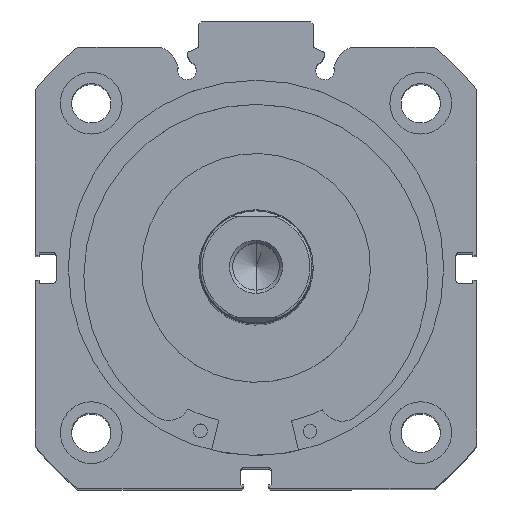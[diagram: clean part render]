
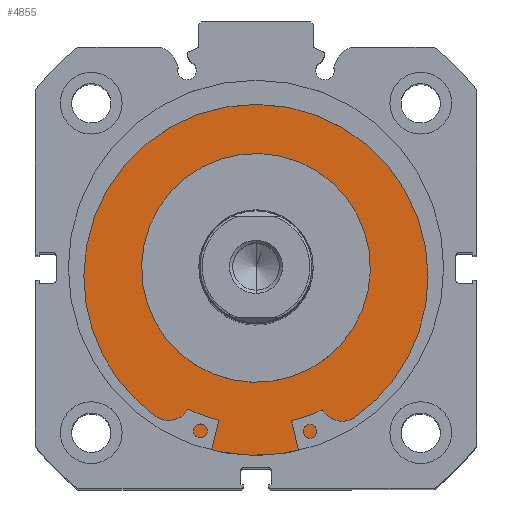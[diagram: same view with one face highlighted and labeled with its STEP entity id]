
A CAD part, top view. The second image highlights one B-rep face of the part: STEP entity #4855.
In plain terms, the highlighted face is planar.
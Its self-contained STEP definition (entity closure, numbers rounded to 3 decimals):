
#123 = EDGE_CURVE ( 'NONE', #5372, #5383, #4145, .T. ) ;
#128 = EDGE_CURVE ( 'NONE', #5380, #5390, #4153, .T. ) ;
#285 = EDGE_LOOP ( 'NONE', ( #4604, #4641 ) ) ;
#302 = EDGE_LOOP ( 'NONE', ( #4642, #4654 ) ) ;
#1044 = CARTESIAN_POINT ( 'NONE',  ( 4., 41., 0. ) ) ;
#1049 = PLANE ( 'NONE',  #2944 ) ;
#1050 = DIRECTION ( 'NONE',  ( 1., 0., 0. ) ) ;
#1051 = DIRECTION ( 'NONE',  ( 0., 0., -1. ) ) ;
#2105 = CARTESIAN_POINT ( 'NONE',  ( 4., 0., -41. ) ) ;
#2113 = CARTESIAN_POINT ( 'NONE',  ( 4., 0., -25. ) ) ;
#2116 = CARTESIAN_POINT ( 'NONE',  ( 4., 0., 41. ) ) ;
#2123 = CARTESIAN_POINT ( 'NONE',  ( 4., 0., 25. ) ) ;
#2309 = EDGE_CURVE ( 'NONE', #5383, #5372, #4261, .T. ) ;
#2431 = EDGE_CURVE ( 'NONE', #5390, #5380, #6343, .T. ) ;
#2709 = AXIS2_PLACEMENT_3D ( 'NONE', #5761, #5768, #5769 ) ;
#2710 = AXIS2_PLACEMENT_3D ( 'NONE', #5752, #5753, #5754 ) ;
#2747 = AXIS2_PLACEMENT_3D ( 'NONE', #5959, #5961, #5962 ) ;
#2799 = AXIS2_PLACEMENT_3D ( 'NONE', #6287, #6293, #6294 ) ;
#2944 = AXIS2_PLACEMENT_3D ( 'NONE', #1044, #1050, #1051 ) ;
#4145 = CIRCLE ( 'NONE', #2710, 41. ) ;
#4153 = CIRCLE ( 'NONE', #2709, 25. ) ;
#4261 = CIRCLE ( 'NONE', #2747, 41. ) ;
#4604 = ORIENTED_EDGE ( 'NONE', *, *, #2431, .F. ) ;
#4641 = ORIENTED_EDGE ( 'NONE', *, *, #128, .F. ) ;
#4642 = ORIENTED_EDGE ( 'NONE', *, *, #2309, .T. ) ;
#4654 = ORIENTED_EDGE ( 'NONE', *, *, #123, .T. ) ;
#4855 = ADVANCED_FACE ( 'NONE', ( #6765, #6763 ), #1049, .F. ) ;
#5372 = VERTEX_POINT ( 'NONE', #2105 ) ;
#5380 = VERTEX_POINT ( 'NONE', #2113 ) ;
#5383 = VERTEX_POINT ( 'NONE', #2116 ) ;
#5390 = VERTEX_POINT ( 'NONE', #2123 ) ;
#5752 = CARTESIAN_POINT ( 'NONE',  ( 4., 0., 0. ) ) ;
#5753 = DIRECTION ( 'NONE',  ( -1., 0., 0. ) ) ;
#5754 = DIRECTION ( 'NONE',  ( 0., 0., 1. ) ) ;
#5761 = CARTESIAN_POINT ( 'NONE',  ( 4., 0., 0. ) ) ;
#5768 = DIRECTION ( 'NONE',  ( -1., 0., 0. ) ) ;
#5769 = DIRECTION ( 'NONE',  ( 0., 0., 1. ) ) ;
#5959 = CARTESIAN_POINT ( 'NONE',  ( 4., 0., 0. ) ) ;
#5961 = DIRECTION ( 'NONE',  ( -1., 0., 0. ) ) ;
#5962 = DIRECTION ( 'NONE',  ( 0., 0., 1. ) ) ;
#6287 = CARTESIAN_POINT ( 'NONE',  ( 4., 0., 0. ) ) ;
#6293 = DIRECTION ( 'NONE',  ( -1., 0., 0. ) ) ;
#6294 = DIRECTION ( 'NONE',  ( 0., 0., 1. ) ) ;
#6343 = CIRCLE ( 'NONE', #2799, 25. ) ;
#6763 = FACE_OUTER_BOUND ( 'NONE', #302, .T. ) ;
#6765 = FACE_BOUND ( 'NONE', #285, .T. ) ;
